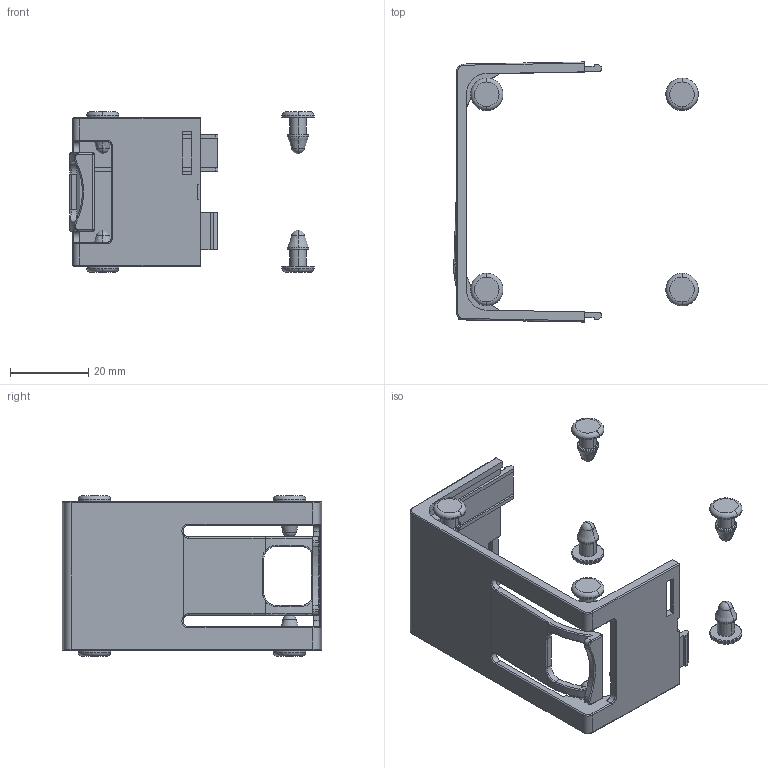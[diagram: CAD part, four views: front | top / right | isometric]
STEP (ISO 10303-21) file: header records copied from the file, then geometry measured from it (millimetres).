
FILE_DESCRIPTION((''),'2;1');
FILE_NAME('BRACE-FAN_ASM','2019-08-06T',('Administrator'),(''),'PRO/ENGINEER BY PARAMETRIC TECHNOLOGY CORPORATION, 2008380','PRO/ENGINEER BY PARAMETRIC TECHNOLOGY CORPORATION, 2008380','');
FILE_SCHEMA(('CONFIG_CONTROL_DESIGN'));
Length unit declared in the file: millimetre
Products named in the file (4): 000_3; 10001_27; 00-0001_23_ASM; BRACE-FAN_ASM
Assembly tree (10 placements, depth 3):
  BRACE-FAN_ASM
    00-0001_23_ASM
      000_3  x8
      10001_27
Bounding box: 62.6 x 66.54 x 41 mm (x, y, z)
Volume: 9912.9 mm3; surface area: 12481.6 mm2
Topology: 9 solids, 9 shells, 335 faces, 881 edges, 556 vertices
Faces by surface type: plane 124, cylinder 99, torus 64, sphere 18, revolution 16, bspline 13, extrusion 1
Entity records: 7287 total; most frequent: CARTESIAN_POINT 2009, ORIENTED_EDGE 1110, DIRECTION 1069, EDGE_CURVE 555, AXIS2_PLACEMENT_3D 361, VERTEX_POINT 353, VECTOR 345, LINE 344
